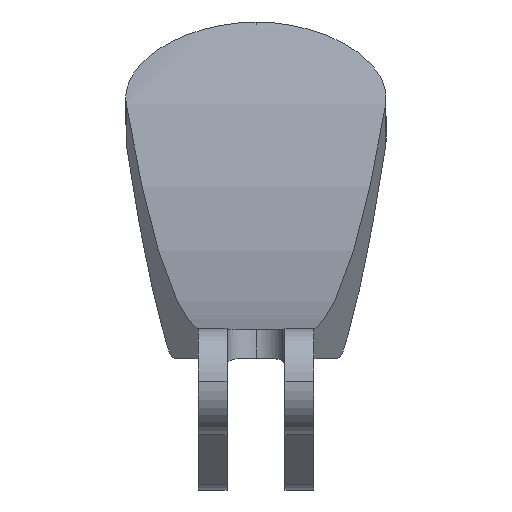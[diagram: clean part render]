
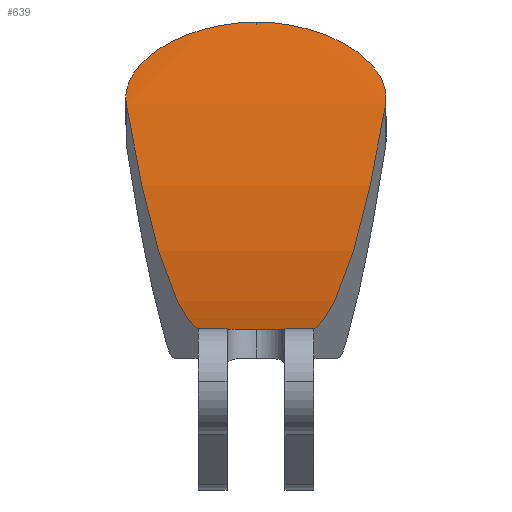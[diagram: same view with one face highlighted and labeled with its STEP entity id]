
A CAD part, top view. The second image highlights one B-rep face of the part: STEP entity #639.
In plain terms, the highlighted cylindrical face has radius 109.22 mm (diameter 218.44 mm), a partial arc.
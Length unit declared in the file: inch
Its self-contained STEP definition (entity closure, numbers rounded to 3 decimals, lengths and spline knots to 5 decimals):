
#15 = ORIENTED_EDGE ( 'NONE', *, *, #1216, .T. ) ;
#27 = LINE ( 'NONE', #356, #368 ) ;
#41 = CARTESIAN_POINT ( 'NONE',  ( -0.1721, 0.92822, -0.92872 ) ) ;
#55 = VERTEX_POINT ( 'NONE', #124 ) ;
#60 = VERTEX_POINT ( 'NONE', #986 ) ;
#72 = DIRECTION ( 'NONE',  ( 1., 0., 0. ) ) ;
#76 = ORIENTED_EDGE ( 'NONE', *, *, #281, .T. ) ;
#97 = CARTESIAN_POINT ( 'NONE',  ( -0.12454, 1.51073, -2.30087 ) ) ;
#102 = CARTESIAN_POINT ( 'NONE',  ( -0.21714, 1.46327, -2.22115 ) ) ;
#124 = CARTESIAN_POINT ( 'NONE',  ( 0.26882, 1.36088, -2.03419 ) ) ;
#140 = ORIENTED_EDGE ( 'NONE', *, *, #886, .T. ) ;
#193 = CARTESIAN_POINT ( 'NONE',  ( -0.13302, 1.50785, -2.29614 ) ) ;
#196 = EDGE_CURVE ( 'NONE', #209, #830, #257, .T. ) ;
#207 = CARTESIAN_POINT ( 'NONE',  ( -0.04034, 1.52873, -2.33012 ) ) ;
#209 = VERTEX_POINT ( 'NONE', #684 ) ;
#237 = CARTESIAN_POINT ( 'NONE',  ( 0.12, 0.89062, -0.33316 ) ) ;
#241 = EDGE_CURVE ( 'NONE', #55, #817, #927, .T. ) ;
#244 = B_SPLINE_CURVE_WITH_KNOTS ( 'NONE', 3,
 ( #445, #1313, #760, #888, #459, #342, #787, #874, #998, #993, #685, #577, #1293, #1081, #1190, #1307, #1197, #556, #765, #1210, #987, #1093 ),
 .UNSPECIFIED., .F., .F.,
 ( 4, 2, 2, 2, 2, 2, 2, 2, 2, 2, 4 ),
 ( 0., 0.00154, 0.00307, 0.00461, 0.00538, 0.00615, 0.00768, 0.00845, 0.00922, 0.01076, 0.0123 ),
 .UNSPECIFIED. ) ;
#257 =( BOUNDED_CURVE ( )  B_SPLINE_CURVE ( 3, ( #1319, #1024, #41, #1031 ),
 .UNSPECIFIED., .F., .T. ) 
 B_SPLINE_CURVE_WITH_KNOTS ( ( 4, 4 ),
 ( 4.23599, 4.64935 ),
 .UNSPECIFIED. ) 
 CURVE ( )  GEOMETRIC_REPRESENTATION_ITEM ( )  RATIONAL_B_SPLINE_CURVE ( ( 1., 0.986, 0.986, 1. ) ) 
 REPRESENTATION_ITEM ( '' )  );
#281 = EDGE_CURVE ( 'NONE', #60, #209, #646, .T. ) ;
#313 = CARTESIAN_POINT ( 'NONE',  ( 0.1721, 0.92822, -0.92872 ) ) ;
#324 = VECTOR ( 'NONE', #811, 39.37008 ) ;
#342 = CARTESIAN_POINT ( 'NONE',  ( 0.25186, 1.42714, -2.1577 ) ) ;
#356 = CARTESIAN_POINT ( 'NONE',  ( -2.23896, 0.89062, -0.33316 ) ) ;
#362 = LINE ( 'NONE', #1233, #324 ) ;
#368 = VECTOR ( 'NONE', #564, 39.37008 ) ;
#410 = CARTESIAN_POINT ( 'NONE',  ( 0.26882, 1.36088, -2.03419 ) ) ;
#418 = CARTESIAN_POINT ( 'NONE',  ( -0.15733, 1.49824, -2.28024 ) ) ;
#423 = CARTESIAN_POINT ( 'NONE',  ( -0.0204, 1.53036, -2.33273 ) ) ;
#428 = CARTESIAN_POINT ( 'NONE',  ( -0.26629, 1.39866, -2.10585 ) ) ;
#445 = CARTESIAN_POINT ( 'NONE',  ( 0.26882, 1.36088, -2.03419 ) ) ;
#459 = CARTESIAN_POINT ( 'NONE',  ( 0.26267, 1.4081, -2.12322 ) ) ;
#506 = CARTESIAN_POINT ( 'NONE',  ( -0.24047, 1.44096, -2.18221 ) ) ;
#526 = CARTESIAN_POINT ( 'NONE',  ( 0., 1.5306, -2.33311 ) ) ;
#530 = CARTESIAN_POINT ( 'NONE',  ( -0.12, 0.89063, -0.33316 ) ) ;
#532 = CARTESIAN_POINT ( 'NONE',  ( 0.22243, 1.08722, -1.50389 ) ) ;
#556 = CARTESIAN_POINT ( 'NONE',  ( 0.0984, 1.51857, -2.31368 ) ) ;
#564 = DIRECTION ( 'NONE',  ( 1., 0., 0. ) ) ;
#577 = CARTESIAN_POINT ( 'NONE',  ( 0.1932, 1.47991, -2.24957 ) ) ;
#610 = CARTESIAN_POINT ( 'NONE',  ( -0.26882, 1.36088, -2.03419 ) ) ;
#617 = CARTESIAN_POINT ( 'NONE',  ( -0.22746, 1.4545, -2.20599 ) ) ;
#639 = ADVANCED_FACE ( 'NONE', ( #1050 ), #848, .F. ) ;
#640 = CARTESIAN_POINT ( 'NONE',  ( -0.19316, 1.47993, -2.2496 ) ) ;
#646 = B_SPLINE_CURVE_WITH_KNOTS ( 'NONE', 3,
 ( #526, #423, #207, #724, #1366, #1162, #732, #97, #193, #1151, #418, #844, #640, #102, #617, #506, #717, #849, #1264, #737, #428, #935, #1142, #610 ),
 .UNSPECIFIED., .F., .F.,
 ( 4, 2, 2, 2, 2, 2, 2, 2, 2, 2, 2, 4 ),
 ( 0.00013, 0.00167, 0.00243, 0.0032, 0.00397, 0.00474, 0.00628, 0.00781, 0.00858, 0.00935, 0.01089, 0.01242 ),
 .UNSPECIFIED. ) ;
#684 = CARTESIAN_POINT ( 'NONE',  ( -0.26882, 1.36088, -2.03419 ) ) ;
#685 = CARTESIAN_POINT ( 'NONE',  ( 0.21119, 1.4674, -2.2282 ) ) ;
#686 = ORIENTED_EDGE ( 'NONE', *, *, #241, .F. ) ;
#717 = CARTESIAN_POINT ( 'NONE',  ( -0.2444, 1.43637, -2.17409 ) ) ;
#724 = CARTESIAN_POINT ( 'NONE',  ( -0.06958, 1.52433, -2.32301 ) ) ;
#732 = CARTESIAN_POINT ( 'NONE',  ( -0.10701, 1.51598, -2.30944 ) ) ;
#737 = CARTESIAN_POINT ( 'NONE',  ( -0.26265, 1.40813, -2.12328 ) ) ;
#760 = CARTESIAN_POINT ( 'NONE',  ( 0.27018, 1.37964, -2.07024 ) ) ;
#765 = CARTESIAN_POINT ( 'NONE',  ( 0.0799, 1.52275, -2.32045 ) ) ;
#787 = CARTESIAN_POINT ( 'NONE',  ( 0.24483, 1.43641, -2.17423 ) ) ;
#811 = DIRECTION ( 'NONE',  ( 1., 0., 0. ) ) ;
#817 = VERTEX_POINT ( 'NONE', #237 ) ;
#828 = CARTESIAN_POINT ( 'NONE',  ( -2.23896, 5.18209, -0.06229 ) ) ;
#830 = VERTEX_POINT ( 'NONE', #530 ) ;
#836 = AXIS2_PLACEMENT_3D ( 'NONE', #828, #72, #1161 ) ;
#844 = CARTESIAN_POINT ( 'NONE',  ( -0.17975, 1.48767, -2.26262 ) ) ;
#848 = CYLINDRICAL_SURFACE ( 'NONE', #836, 4.3 ) ;
#849 = CARTESIAN_POINT ( 'NONE',  ( -0.25146, 1.42705, -2.15749 ) ) ;
#874 = CARTESIAN_POINT ( 'NONE',  ( 0.23185, 1.44993, -2.19796 ) ) ;
#886 = EDGE_CURVE ( 'NONE', #830, #1043, #362, .T. ) ;
#888 = CARTESIAN_POINT ( 'NONE',  ( 0.26632, 1.39856, -2.10566 ) ) ;
#911 = EDGE_LOOP ( 'NONE', ( #15, #76, #1329, #140, #1379, #686 ) ) ;
#927 =( BOUNDED_CURVE ( )  B_SPLINE_CURVE ( 3, ( #410, #532, #313, #1359 ),
 .UNSPECIFIED., .F., .T. ) 
 B_SPLINE_CURVE_WITH_KNOTS ( ( 4, 4 ),
 ( 1.0944, 1.50776 ),
 .UNSPECIFIED. ) 
 CURVE ( )  GEOMETRIC_REPRESENTATION_ITEM ( )  RATIONAL_B_SPLINE_CURVE ( ( 1., 0.986, 0.986, 1. ) ) 
 REPRESENTATION_ITEM ( '' )  );
#935 = CARTESIAN_POINT ( 'NONE',  ( -0.27017, 1.37973, -2.07041 ) ) ;
#986 = CARTESIAN_POINT ( 'NONE',  ( 0., 1.5306, -2.33311 ) ) ;
#987 = CARTESIAN_POINT ( 'NONE',  ( 0.02052, 1.53036, -2.33273 ) ) ;
#993 = CARTESIAN_POINT ( 'NONE',  ( 0.21681, 1.46309, -2.2208 ) ) ;
#998 = CARTESIAN_POINT ( 'NONE',  ( 0.22712, 1.45436, -2.20569 ) ) ;
#1005 = EDGE_CURVE ( 'NONE', #1043, #817, #27, .T. ) ;
#1024 = CARTESIAN_POINT ( 'NONE',  ( -0.22243, 1.08722, -1.50389 ) ) ;
#1027 = CARTESIAN_POINT ( 'NONE',  ( 0., 0.89062, -0.33316 ) ) ;
#1031 = CARTESIAN_POINT ( 'NONE',  ( -0.12, 0.89063, -0.33316 ) ) ;
#1043 = VERTEX_POINT ( 'NONE', #1027 ) ;
#1050 = FACE_OUTER_BOUND ( 'NONE', #911, .T. ) ;
#1081 = CARTESIAN_POINT ( 'NONE',  ( 0.1576, 1.49812, -2.28005 ) ) ;
#1093 = CARTESIAN_POINT ( 'NONE',  ( 0., 1.5306, -2.33311 ) ) ;
#1142 = CARTESIAN_POINT ( 'NONE',  ( -0.2704, 1.37021, -2.05228 ) ) ;
#1151 = CARTESIAN_POINT ( 'NONE',  ( -0.14943, 1.5016, -2.28582 ) ) ;
#1161 = DIRECTION ( 'NONE',  ( 0., 0., -1. ) ) ;
#1162 = CARTESIAN_POINT ( 'NONE',  ( -0.09797, 1.51834, -2.3133 ) ) ;
#1190 = CARTESIAN_POINT ( 'NONE',  ( 0.14982, 1.50144, -2.28555 ) ) ;
#1197 = CARTESIAN_POINT ( 'NONE',  ( 0.12486, 1.51063, -2.3007 ) ) ;
#1210 = CARTESIAN_POINT ( 'NONE',  ( 0.04103, 1.52865, -2.33 ) ) ;
#1216 = EDGE_CURVE ( 'NONE', #55, #60, #244, .T. ) ;
#1233 = CARTESIAN_POINT ( 'NONE',  ( -2.23896, 0.89062, -0.33316 ) ) ;
#1264 = CARTESIAN_POINT ( 'NONE',  ( -0.2546, 1.42231, -2.14897 ) ) ;
#1293 = CARTESIAN_POINT ( 'NONE',  ( 0.17983, 1.48762, -2.26254 ) ) ;
#1307 = CARTESIAN_POINT ( 'NONE',  ( 0.13349, 1.50769, -2.29586 ) ) ;
#1313 = CARTESIAN_POINT ( 'NONE',  ( 0.27041, 1.37023, -2.05232 ) ) ;
#1319 = CARTESIAN_POINT ( 'NONE',  ( -0.26882, 1.36088, -2.03419 ) ) ;
#1329 = ORIENTED_EDGE ( 'NONE', *, *, #196, .T. ) ;
#1359 = CARTESIAN_POINT ( 'NONE',  ( 0.12, 0.89062, -0.33316 ) ) ;
#1366 = CARTESIAN_POINT ( 'NONE',  ( -0.07927, 1.52252, -2.32008 ) ) ;
#1379 = ORIENTED_EDGE ( 'NONE', *, *, #1005, .T. ) ;
